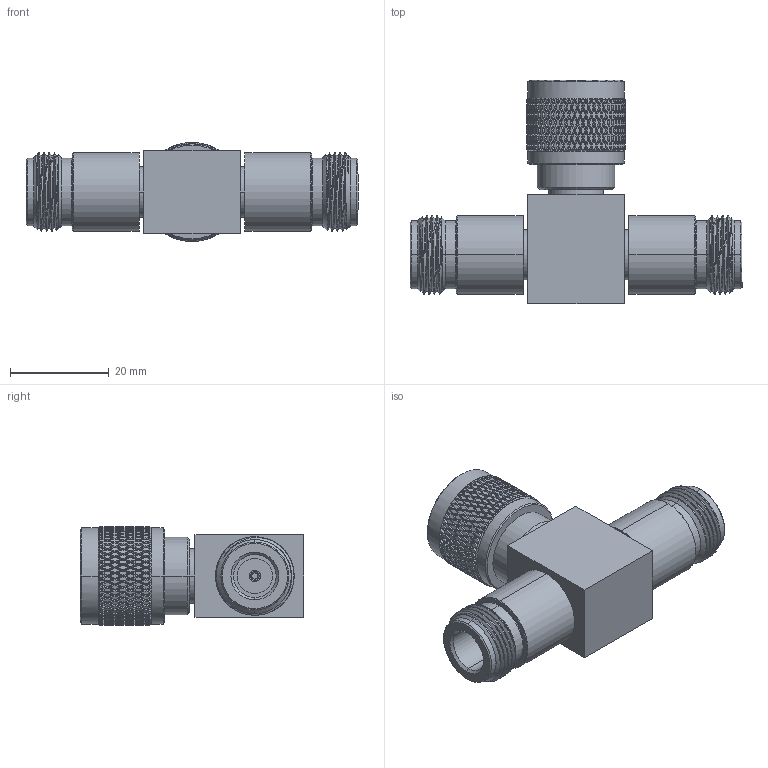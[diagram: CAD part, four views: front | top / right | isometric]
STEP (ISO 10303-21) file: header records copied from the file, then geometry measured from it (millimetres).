
FILE_DESCRIPTION (( 'STEP AP203' ), '1' );
FILE_NAME ('MPR18N-2.step', '2019-03-05T15:06:26', ( '' ), ( '' ), 'SwSTEP 2.0', 'SolidWorks 2017', '' );
FILE_SCHEMA (( 'CONFIG_CONTROL_DESIGN' ));
Products named in the file (1): MPR18N-2
Bounding box: 67.1 x 45.21 x 20 mm (x, y, z)
Volume: 19179.2 mm3; surface area: 9137.1 mm2
Topology: 1 solids, 1 shells, 2652 faces, 5468 edges, 2841 vertices
Faces by surface type: bspline 1771, cylinder 539, cone 269, plane 69, torus 4
Entity records: 97861 total; most frequent: CARTESIAN_POINT 61904, ORIENTED_EDGE 10936, EDGE_CURVE 5468, DIRECTION 3115, VERTEX_POINT 2841, EDGE_LOOP 2675, FACE_OUTER_BOUND 2652, ADVANCED_FACE 2652
